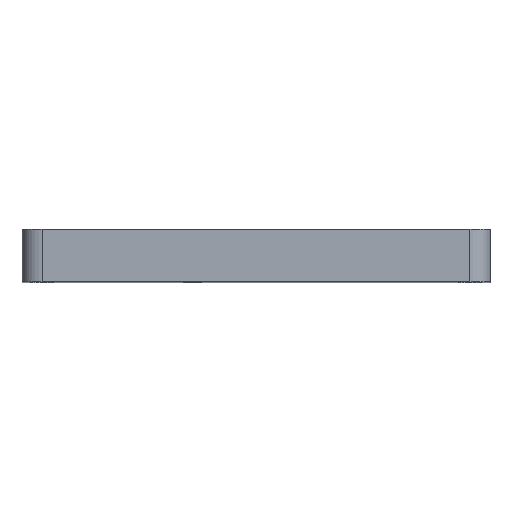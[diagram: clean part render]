
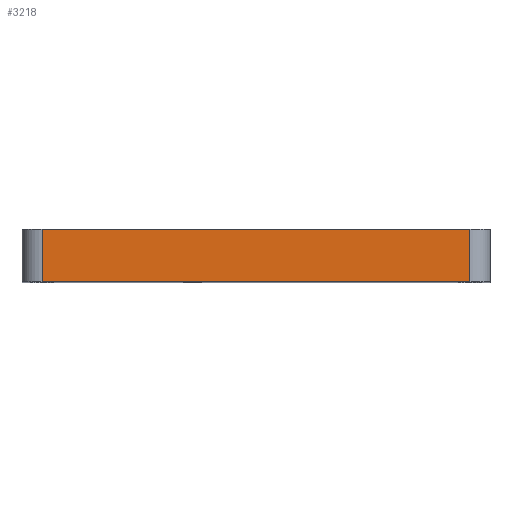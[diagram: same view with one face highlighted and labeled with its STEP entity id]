
A CAD part, top view. The second image highlights one B-rep face of the part: STEP entity #3218.
In plain terms, the highlighted planar face has unit normal (0, 0, 1).
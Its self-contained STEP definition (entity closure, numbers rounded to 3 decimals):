
#520=FACE_OUTER_BOUND('',#715,.T.);
#715=EDGE_LOOP('',(#2949,#2950,#2951,#2952));
#944=LINE('',#6199,#1207);
#948=LINE('',#6226,#1211);
#961=LINE('',#6257,#1224);
#970=LINE('',#6281,#1233);
#1207=VECTOR('',#3660,10.);
#1211=VECTOR('',#3688,10.);
#1224=VECTOR('',#3709,10.);
#1233=VECTOR('',#3736,10.);
#1521=VERTEX_POINT('',#6195);
#1523=VERTEX_POINT('',#6198);
#1534=VERTEX_POINT('',#6224);
#1548=VERTEX_POINT('',#6255);
#1969=EDGE_CURVE('',#1521,#1523,#944,.T.);
#1981=EDGE_CURVE('',#1534,#1521,#948,.T.);
#1997=EDGE_CURVE('',#1548,#1534,#961,.T.);
#2010=EDGE_CURVE('',#1523,#1548,#970,.T.);
#2949=ORIENTED_EDGE('',*,*,#1981,.F.);
#2950=ORIENTED_EDGE('',*,*,#1997,.F.);
#2951=ORIENTED_EDGE('',*,*,#2010,.F.);
#2952=ORIENTED_EDGE('',*,*,#1969,.F.);
#3047=PLANE('',#3324);
#3218=ADVANCED_FACE('',(#520),#3047,.T.);
#3324=AXIS2_PLACEMENT_3D('',#6326,#3788,#3789);
#3660=DIRECTION('',(-1.,0.,0.));
#3688=DIRECTION('',(0.,-1.,0.));
#3709=DIRECTION('',(1.,0.,0.));
#3736=DIRECTION('',(0.,1.,0.));
#3788=DIRECTION('center_axis',(0.,0.,1.));
#3789=DIRECTION('ref_axis',(1.,0.,0.));
#6195=CARTESIAN_POINT('',(53.2,0.,58.15));
#6198=CARTESIAN_POINT('',(-53.2,0.,58.15));
#6199=CARTESIAN_POINT('',(58.2,0.,58.15));
#6224=CARTESIAN_POINT('',(53.2,13.,58.15));
#6226=CARTESIAN_POINT('',(53.2,0.,58.15));
#6255=CARTESIAN_POINT('',(-53.2,13.,58.15));
#6257=CARTESIAN_POINT('',(58.2,13.,58.15));
#6281=CARTESIAN_POINT('',(-53.2,0.,58.15));
#6326=CARTESIAN_POINT('Origin',(-58.2,0.,58.15));
